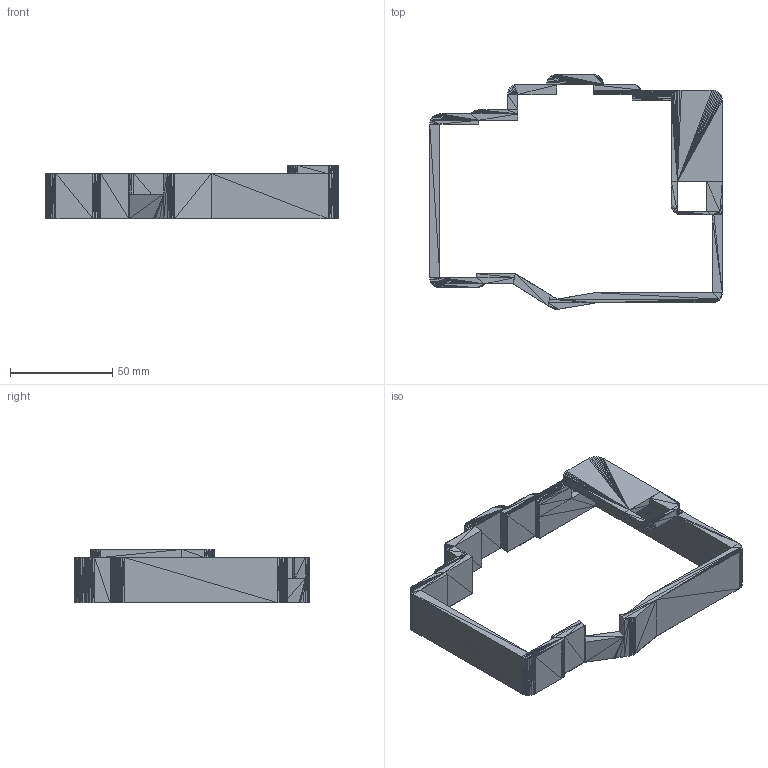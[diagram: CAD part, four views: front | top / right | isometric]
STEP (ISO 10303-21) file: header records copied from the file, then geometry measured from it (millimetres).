
FILE_DESCRIPTION(('FreeCAD Model'),'2;1');
FILE_NAME('Open CASCADE Shape Model','2025-12-25T13:12:15',(''),(''), 'Open CASCADE STEP processor 7.8','FreeCAD','Unknown');
FILE_SCHEMA(('AUTOMOTIVE_DESIGN { 1 0 10303 214 1 1 1 1 }'));
Length unit declared in the file: millimetre
Products named in the file (1): wall_cover_case_tb_L001
Bounding box: 143 x 114.73 x 26 mm (x, y, z)
Surface area: 28304.9 mm2 (no closed solid volume)
Topology: 0 solids, 1560 shells, 1560 faces, 4643 edges, 4643 vertices
Faces by surface type: plane 1560
Entity records: 67099 total; most frequent: CARTESIAN_POINT 10921, DIRECTION 7802, ORIENTED_EDGE 4680, EDGE_CURVE 4680, VERTEX_POINT 4680, LINE 4680, VECTOR 4680, AXIS2_PLACEMENT_3D 1561
